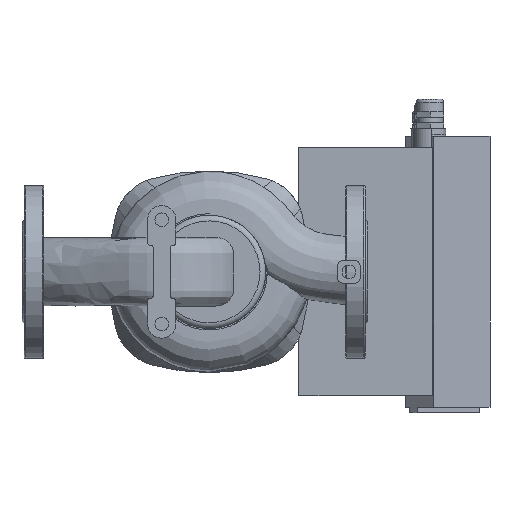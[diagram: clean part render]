
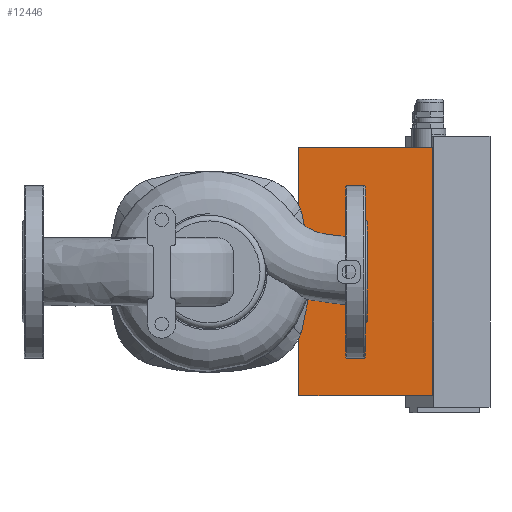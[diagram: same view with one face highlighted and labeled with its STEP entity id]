
A CAD part, front view. The second image highlights one B-rep face of the part: STEP entity #12446.
In plain terms, the highlighted planar face has unit normal (0, -1, 0).
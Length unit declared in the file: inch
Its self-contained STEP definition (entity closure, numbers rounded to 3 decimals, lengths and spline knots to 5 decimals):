
#696=PLANE('',#13803);
#1348=FACE_OUTER_BOUND('',#2067,.T.);
#2067=EDGE_LOOP('',(#10931,#10932,#10933,#10934));
#2845=LINE('',#30562,#4037);
#2969=LINE('',#30794,#4161);
#3092=LINE('',#31056,#4284);
#3133=LINE('',#31173,#4325);
#4037=VECTOR('',#16091,0.3937);
#4161=VECTOR('',#16307,0.3937);
#4284=VECTOR('',#16584,0.3937);
#4325=VECTOR('',#16697,0.3937);
#5883=VERTEX_POINT('',#30559);
#5884=VERTEX_POINT('',#30561);
#5946=VERTEX_POINT('',#30792);
#6008=VERTEX_POINT('',#31055);
#7406=EDGE_CURVE('',#5883,#5884,#2845,.T.);
#7530=EDGE_CURVE('',#5946,#5883,#2969,.T.);
#7653=EDGE_CURVE('',#5884,#6008,#3092,.T.);
#7714=EDGE_CURVE('',#6008,#5946,#3133,.T.);
#10931=ORIENTED_EDGE('',*,*,#7530,.F.);
#10932=ORIENTED_EDGE('',*,*,#7714,.F.);
#10933=ORIENTED_EDGE('',*,*,#7653,.F.);
#10934=ORIENTED_EDGE('',*,*,#7406,.F.);
#12446=ADVANCED_FACE('',(#1348),#696,.F.);
#13803=AXIS2_PLACEMENT_3D('',#31180,#16709,#16710);
#16091=DIRECTION('',(0.,0.,1.));
#16307=DIRECTION('',(-1.,0.,0.));
#16584=DIRECTION('',(1.,0.,0.));
#16697=DIRECTION('',(0.,0.,-1.));
#16709=DIRECTION('center_axis',(0.,1.,0.));
#16710=DIRECTION('ref_axis',(0.,0.,1.));
#30559=CARTESIAN_POINT('',(9.62276,7.05268,-4.31102));
#30561=CARTESIAN_POINT('',(9.62276,7.05268,4.31102));
#30562=CARTESIAN_POINT('',(9.62276,7.05268,0.));
#30792=CARTESIAN_POINT('',(14.26842,7.05268,-4.31102));
#30794=CARTESIAN_POINT('',(9.78024,7.05268,-4.31102));
#31055=CARTESIAN_POINT('',(14.26842,7.05268,4.31102));
#31056=CARTESIAN_POINT('',(9.62276,7.05268,4.31102));
#31173=CARTESIAN_POINT('',(14.26842,7.05268,0.));
#31180=CARTESIAN_POINT('Origin',(14.26842,7.05268,0.));
